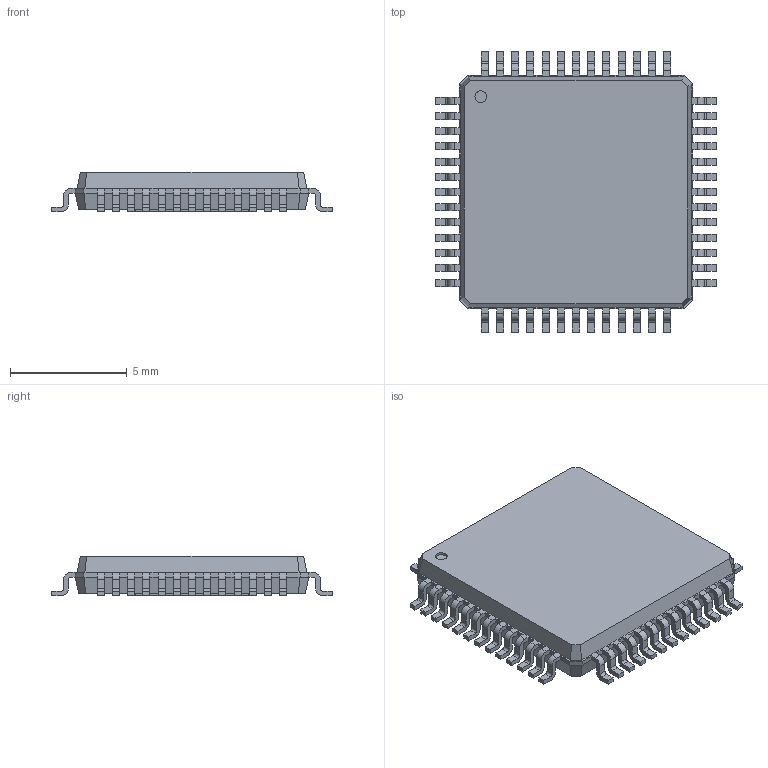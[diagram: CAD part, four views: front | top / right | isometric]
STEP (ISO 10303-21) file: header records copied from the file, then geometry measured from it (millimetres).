
FILE_DESCRIPTION(('FreeCAD Model'),'2;1');
FILE_NAME('lqfp52_10x10_p065.step', '2015-12-12T22:19:20',('Author'),(''), 'Open CASCADE STEP processor 6.8','FreeCAD','Unknown');
FILE_SCHEMA(('AUTOMOTIVE_DESIGN_CC2 { 1 2 10303 214 -1 1 5 4 }'));
Products named in the file (1): lqfp52_10x10_p065
Bounding box: 12 x 12 x 1.7 mm (x, y, z)
Volume: 160.8 mm3; surface area: 337.5 mm2
Topology: 1 solids, 1 shells, 821 faces, 2219 edges, 1402 vertices
Faces by surface type: plane 536, cylinder 209, bspline 76
Full cylindrical faces by diameter (mm): 0.5 x1
Entity records: 60339 total; most frequent: CARTESIAN_POINT 10793, DIRECTION 8027, LINE 5489, VECTOR 5489, ORIENTED_EDGE 4438, PCURVE 4438, DEFINITIONAL_REPRESENTATION 4438, EDGE_CURVE 2219
